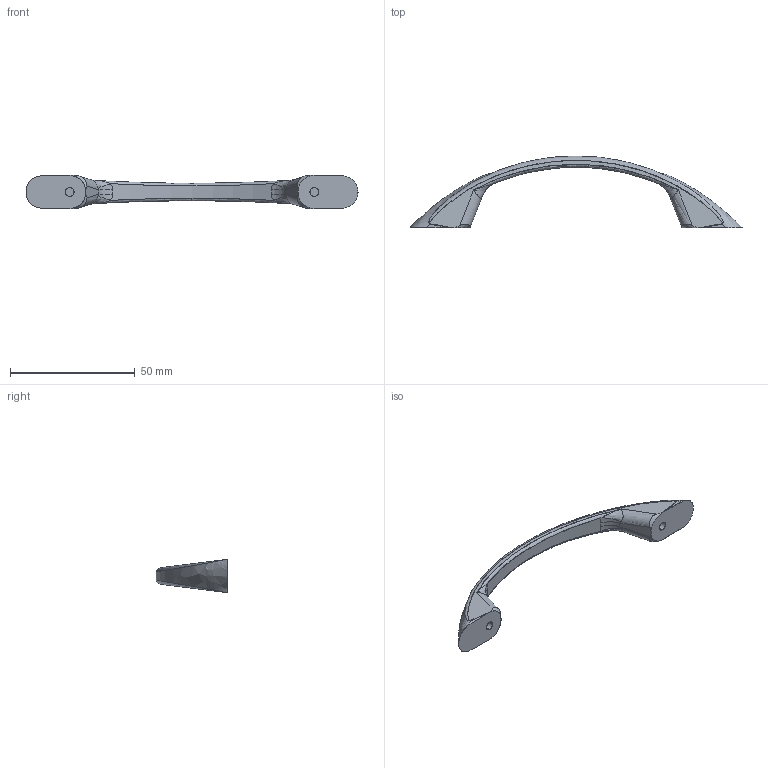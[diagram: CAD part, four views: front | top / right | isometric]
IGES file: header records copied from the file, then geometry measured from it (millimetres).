
Start section: SolidWorks IGES file using analytic representation for surfaces
Global section: file name: 08HMS-770.IGS; native system: SolidWorks 2008; preprocessor: SolidWorks 2008; author: Administrator; date: 091201.140930; units: millimetre
Bounding box: 133 x 28.83 x 13.39 mm (x, y, z)
Surface area: 4439.5 mm2 (no closed solid volume)
Topology: 0 solids, 0 shells, 45 faces, 735 edges, 731 vertices
Faces by surface type: bspline 30, revolution 15
